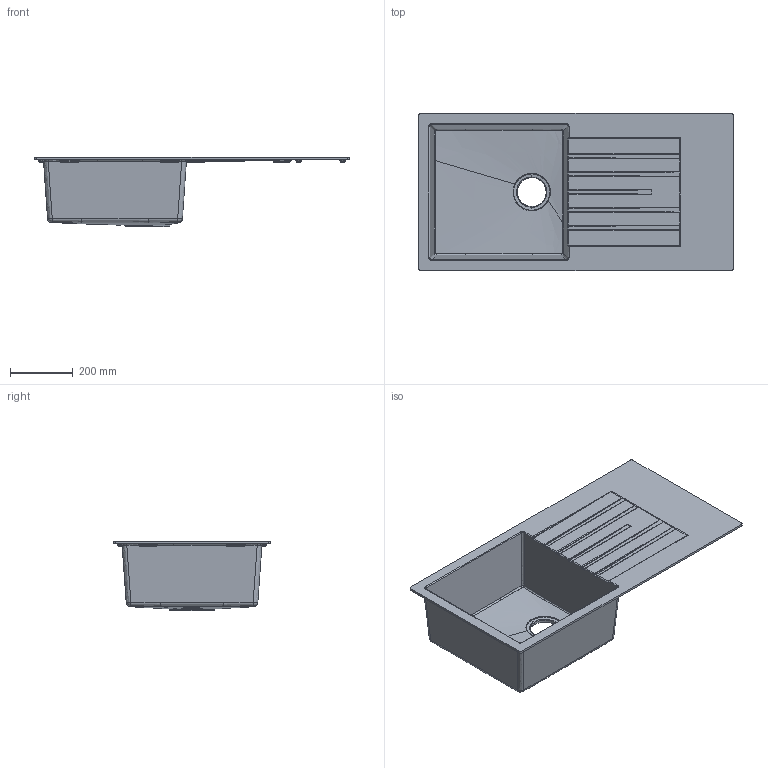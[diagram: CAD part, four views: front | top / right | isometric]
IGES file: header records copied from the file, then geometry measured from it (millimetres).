
Global section: file name: P15numune.igs; preprocessor: I-DEAS 3D IGES Translator 14; date: 20230607.195716; units: millimetre
Bounding box: 1001 x 500.5 x 221.52 mm (x, y, z)
Surface area: 1649938.6 mm2 (no closed solid volume)
Topology: 0 solids, 0 shells, 1477 faces, 7331 edges, 7178 vertices
Faces by surface type: bspline 1477
